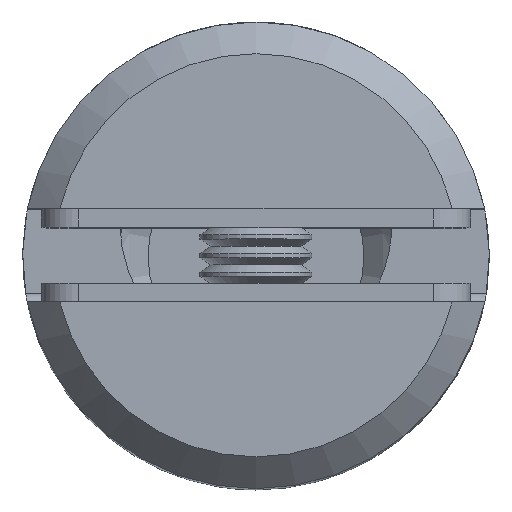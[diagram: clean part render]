
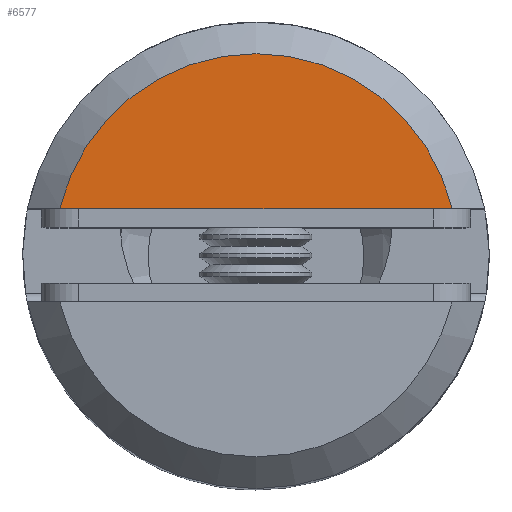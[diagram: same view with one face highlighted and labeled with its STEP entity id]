
A CAD part, top view. The second image highlights one B-rep face of the part: STEP entity #6577.
In plain terms, the highlighted planar face has unit normal (0, 0, 1).
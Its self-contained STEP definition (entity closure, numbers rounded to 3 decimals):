
#88 = ORIENTED_EDGE ( 'NONE', *, *, #11140, .T. ) ;
#2289 = DIRECTION ( 'NONE',  ( 0., 0., 1. ) ) ;
#2851 = EDGE_LOOP ( 'NONE', ( #88, #4997 ) ) ;
#3657 = VECTOR ( 'NONE', #10234, 1000. ) ;
#4380 = CARTESIAN_POINT ( 'NONE',  ( 10.507, 2.5, 24.5 ) ) ;
#4997 = ORIENTED_EDGE ( 'NONE', *, *, #13524, .T. ) ;
#5150 = DIRECTION ( 'NONE',  ( 1., 0., 0. ) ) ;
#5495 = PLANE ( 'NONE',  #15442 ) ;
#6577 = ADVANCED_FACE ( 'NONE', ( #21592 ), #5495, .T. ) ;
#9660 = DIRECTION ( 'NONE',  ( 1., 0., 0. ) ) ;
#9825 = CARTESIAN_POINT ( 'NONE',  ( 0., 0., 24.5 ) ) ;
#10234 = DIRECTION ( 'NONE',  ( 1., 0., 0. ) ) ;
#10607 = CARTESIAN_POINT ( 'NONE',  ( 0., 0., 24.5 ) ) ;
#11140 = EDGE_CURVE ( 'NONE', #17058, #20445, #18279, .T. ) ;
#13524 = EDGE_CURVE ( 'NONE', #20445, #17058, #15632, .T. ) ;
#15442 = AXIS2_PLACEMENT_3D ( 'NONE', #9825, #2289, #9660 ) ;
#15632 = CIRCLE ( 'NONE', #20102, 10.8 ) ;
#16126 = DIRECTION ( 'NONE',  ( 0., 0., 1. ) ) ;
#17058 = VERTEX_POINT ( 'NONE', #17727 ) ;
#17727 = CARTESIAN_POINT ( 'NONE',  ( -10.507, 2.5, 24.5 ) ) ;
#18279 = LINE ( 'NONE', #21192, #3657 ) ;
#20102 = AXIS2_PLACEMENT_3D ( 'NONE', #10607, #16126, #5150 ) ;
#20445 = VERTEX_POINT ( 'NONE', #4380 ) ;
#21192 = CARTESIAN_POINT ( 'NONE',  ( -12.247, 2.5, 24.5 ) ) ;
#21592 = FACE_OUTER_BOUND ( 'NONE', #2851, .T. ) ;
